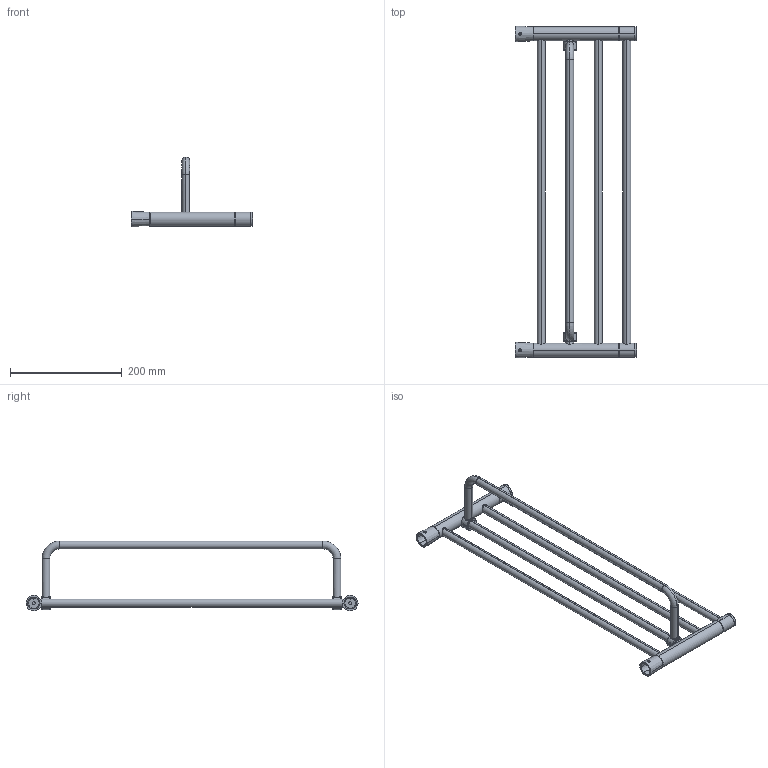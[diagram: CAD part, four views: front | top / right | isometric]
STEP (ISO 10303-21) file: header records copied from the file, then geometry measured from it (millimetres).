
FILE_DESCRIPTION((''),'2;1');
FILE_NAME('MG26761_ASM','2023-09-19T10:32:43',('Admin'),(''),'CREO PARAMETRIC BY PTC INC, 2018050','CREO PARAMETRIC BY PTC INC, 2018050','');
FILE_SCHEMA(('CONFIG_CONTROL_DESIGN'));
Length unit declared in the file: millimetre
Products named in the file (10): MG26761-01; MG26761-05; MG26761-02; MG27161-04; MG27161-05; MG26761-03; M5X50001; MG26761-04; M50001; MG26761_ASM
Assembly tree (17 placements, depth 2):
  MG26761_ASM
    MG26761-01
    MG26761-05  x4
    MG26761-02
    MG27161-04
    MG27161-05  x2
    MG26761-03  x2
    M5X50001  x2
    MG26761-04  x2
    M50001  x2
Bounding box: 216.2 x 593.2 x 125 mm (x, y, z)
Volume: 121090.9 mm3; surface area: 330414.5 mm2
Topology: 17 solids, 18 shells, 348 faces, 818 edges, 512 vertices
Faces by surface type: cylinder 158, plane 74, torus 60, bspline 36, cone 20
Entity records: 12328 total; most frequent: CARTESIAN_POINT 7051, ORIENTED_EDGE 1048, DIRECTION 1042, EDGE_CURVE 524, AXIS2_PLACEMENT_3D 444, VERTEX_POINT 326, EDGE_LOOP 272, FACE_OUTER_BOUND 227
